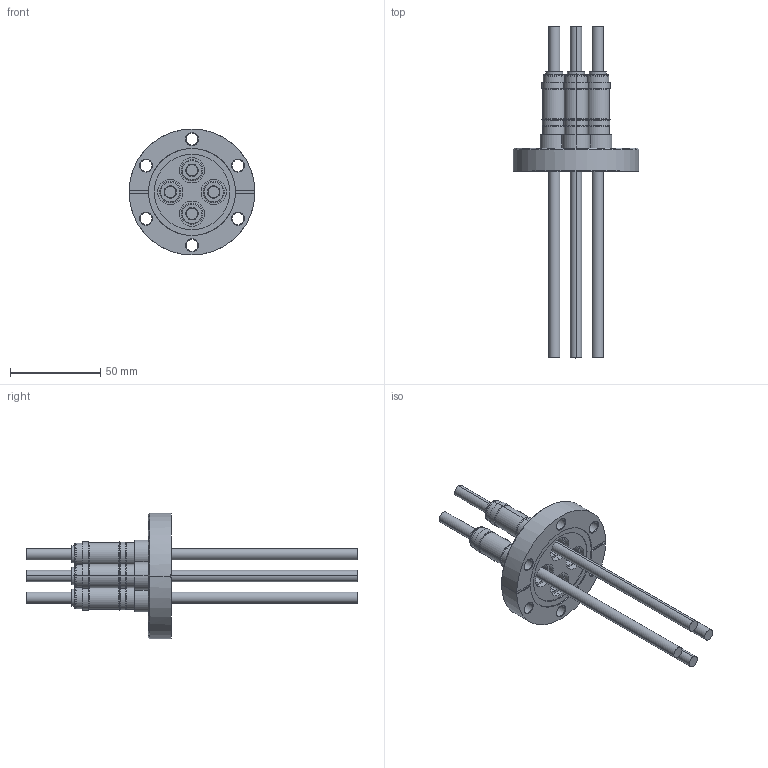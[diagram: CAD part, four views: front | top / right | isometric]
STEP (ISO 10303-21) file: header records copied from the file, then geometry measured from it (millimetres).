
FILE_DESCRIPTION (( 'STEP AP203' ), '1' );
FILE_NAME ('A0063-5-CF.STEP', '2013-06-12T12:52:12', ( '' ), ( '' ), 'SwSTEP 2.0', 'SolidWorks 2012', '' );
FILE_SCHEMA (( 'CONFIG_CONTROL_DESIGN' ));
Length unit declared in the file: inch
Products named in the file (1): A0063-5-CF
Bounding box: 69.85 x 184.15 x 69.85 mm (x, y, z)
Volume: 78039.1 mm3; surface area: 44231.3 mm2
Topology: 1 solids, 1 shells, 331 faces, 722 edges, 462 vertices
Faces by surface type: cylinder 170, plane 79, cone 58, bspline 24
Entity records: 10193 total; most frequent: CARTESIAN_POINT 2508, DIRECTION 1784, ORIENTED_EDGE 1444, AXIS2_PLACEMENT_3D 770, EDGE_CURVE 722, CIRCLE 462, VERTEX_POINT 462, EDGE_LOOP 412
